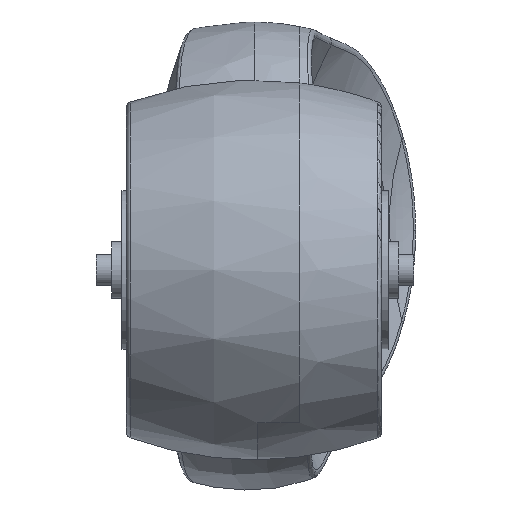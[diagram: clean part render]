
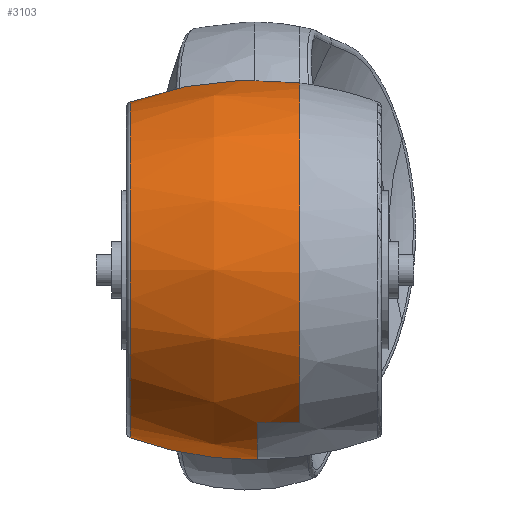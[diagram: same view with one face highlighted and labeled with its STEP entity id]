
A CAD part, left-side view. The second image highlights one B-rep face of the part: STEP entity #3103.
In plain terms, the highlighted free-form (B-spline) face has degree [2, 2] with [3, 5] control points.
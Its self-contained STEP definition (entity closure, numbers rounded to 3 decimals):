
#103=ELLIPSE('',#3207,29.573,23.182);
#212=(
BOUNDED_SURFACE()
B_SPLINE_SURFACE(2,2,((#26104,#26105,#26106,#26107,#26108),(#26109,#26110,
#26111,#26112,#26113),(#26114,#26115,#26116,#26117,#26118)),
 .UNSPECIFIED.,.F.,.F.,.F.)
B_SPLINE_SURFACE_WITH_KNOTS((3,3),(3,2,3),(-0.127,0.35),
(-1.571,0.,1.571),.UNSPECIFIED.)
GEOMETRIC_REPRESENTATION_ITEM()
RATIONAL_B_SPLINE_SURFACE(((1.,0.707,1.,0.707,1.),
(0.972,0.687,0.972,0.687,
0.972),(1.,0.707,1.,0.707,1.)))
REPRESENTATION_ITEM('')
SURFACE()
);
#461=FACE_OUTER_BOUND('',#710,.T.);
#710=EDGE_LOOP('',(#2875,#2876,#2877,#2878,#2879,#2880,#2881,#2882,#2883));
#902=CIRCLE('',#3131,63.75);
#931=CIRCLE('',#3204,32.983);
#932=CIRCLE('',#3205,32.983);
#933=CIRCLE('',#3206,32.983);
#934=CIRCLE('',#3208,33.497);
#984=CIRCLE('',#3318,29.641);
#990=CIRCLE('',#3325,63.75);
#1026=CIRCLE('',#3402,63.75);
#1283=VERTEX_POINT('',#10072);
#1284=VERTEX_POINT('',#10073);
#1391=VERTEX_POINT('',#15391);
#1392=VERTEX_POINT('',#15393);
#1393=VERTEX_POINT('',#15395);
#1394=VERTEX_POINT('',#15397);
#1395=VERTEX_POINT('',#15399);
#1473=VERTEX_POINT('',#19238);
#1474=VERTEX_POINT('',#19293);
#1619=EDGE_CURVE('',#1283,#1284,#902,.T.);
#1760=EDGE_CURVE('',#1283,#1391,#931,.F.);
#1761=EDGE_CURVE('',#1391,#1392,#932,.F.);
#1762=EDGE_CURVE('',#1392,#1393,#933,.T.);
#1763=EDGE_CURVE('',#1394,#1393,#103,.F.);
#1764=EDGE_CURVE('',#1394,#1395,#934,.T.);
#1894=EDGE_CURVE('',#1474,#1473,#984,.T.);
#1908=EDGE_CURVE('',#1284,#1474,#990,.T.);
#1986=EDGE_CURVE('',#1473,#1395,#1026,.T.);
#2875=ORIENTED_EDGE('',*,*,#1762,.F.);
#2876=ORIENTED_EDGE('',*,*,#1761,.F.);
#2877=ORIENTED_EDGE('',*,*,#1760,.F.);
#2878=ORIENTED_EDGE('',*,*,#1619,.T.);
#2879=ORIENTED_EDGE('',*,*,#1908,.T.);
#2880=ORIENTED_EDGE('',*,*,#1894,.T.);
#2881=ORIENTED_EDGE('',*,*,#1986,.T.);
#2882=ORIENTED_EDGE('',*,*,#1764,.F.);
#2883=ORIENTED_EDGE('',*,*,#1763,.T.);
#3103=ADVANCED_FACE('',(#461),#212,.F.);
#3131=AXIS2_PLACEMENT_3D('',#10074,#3463,#3464);
#3204=AXIS2_PLACEMENT_3D('',#15392,#3646,#3647);
#3205=AXIS2_PLACEMENT_3D('',#15394,#3648,#3649);
#3206=AXIS2_PLACEMENT_3D('',#15396,#3650,#3651);
#3207=AXIS2_PLACEMENT_3D('',#15398,#3652,#3653);
#3208=AXIS2_PLACEMENT_3D('',#15400,#3654,#3655);
#3318=AXIS2_PLACEMENT_3D('',#19294,#3899,#3900);
#3325=AXIS2_PLACEMENT_3D('',#23061,#3913,#3914);
#3402=AXIS2_PLACEMENT_3D('',#26103,#4079,#4080);
#3463=DIRECTION('center_axis',(-1.,0.,0.));
#3464=DIRECTION('ref_axis',(0.,0.343,0.939));
#3646=DIRECTION('center_axis',(0.,1.,0.));
#3647=DIRECTION('ref_axis',(-1.,0.,0.));
#3648=DIRECTION('center_axis',(0.,1.,0.));
#3649=DIRECTION('ref_axis',(-1.,0.,0.));
#3650=DIRECTION('center_axis',(0.,-1.,0.));
#3651=DIRECTION('ref_axis',(-0.574,0.,-0.819));
#3652=DIRECTION('center_axis',(0.,0.,-1.));
#3653=DIRECTION('ref_axis',(-0.005,1.,0.));
#3654=DIRECTION('center_axis',(0.,-1.,0.));
#3655=DIRECTION('ref_axis',(0.,0.,
-1.));
#3899=DIRECTION('center_axis',(0.,-1.,0.));
#3900=DIRECTION('ref_axis',(0.,0.,
-1.));
#3913=DIRECTION('center_axis',(-1.,0.,0.));
#3914=DIRECTION('ref_axis',(0.,0.343,0.939));
#4079=DIRECTION('center_axis',(-1.,0.,0.));
#4080=DIRECTION('ref_axis',(0.,-0.009,-1.));
#10072=CARTESIAN_POINT('',(0.,-7.9,32.983));
#10073=CARTESIAN_POINT('',(0.,-7.74,33.004));
#10074=CARTESIAN_POINT('Origin',(0.,0.2,
-30.25));
#15391=CARTESIAN_POINT('',(-8.042,-7.9,31.988));
#15392=CARTESIAN_POINT('Origin',(0.,-7.9,
0.));
#15393=CARTESIAN_POINT('',(-32.98,-7.9,-0.5));
#15394=CARTESIAN_POINT('Origin',(0.,-7.9,
0.));
#15395=CARTESIAN_POINT('',(-18.945,-7.9,-27.));
#15396=CARTESIAN_POINT('Origin',(0.,-7.9,
0.));
#15397=CARTESIAN_POINT('',(-19.826,-0.405,-27.));
#15398=CARTESIAN_POINT('Origin',(3.352,0.134,-27.));
#15399=CARTESIAN_POINT('',(0.,-0.405,-33.497));
#15400=CARTESIAN_POINT('Origin',(0.,-0.405,
0.));
#19238=CARTESIAN_POINT('',(0.,22.043,-29.641));
#19293=CARTESIAN_POINT('',(0.,22.043,29.641));
#19294=CARTESIAN_POINT('Origin',(0.,22.043,
0.));
#23061=CARTESIAN_POINT('Origin',(0.,0.2,
-30.25));
#26103=CARTESIAN_POINT('Origin',(0.,0.2,
30.25));
#26104=CARTESIAN_POINT('Ctrl Pts',(0.,-7.9,
-32.983));
#26105=CARTESIAN_POINT('Ctrl Pts',(-32.983,-7.9,
-32.983));
#26106=CARTESIAN_POINT('Ctrl Pts',(-32.983,-7.9,
0.));
#26107=CARTESIAN_POINT('Ctrl Pts',(-32.983,-7.9,32.983));
#26108=CARTESIAN_POINT('Ctrl Pts',(0.,-7.9,
32.983));
#26109=CARTESIAN_POINT('Ctrl Pts',(0.,7.478,
-34.953));
#26110=CARTESIAN_POINT('Ctrl Pts',(-34.953,7.478,-34.953));
#26111=CARTESIAN_POINT('Ctrl Pts',(-34.953,7.478,0.));
#26112=CARTESIAN_POINT('Ctrl Pts',(-34.953,7.478,34.953));
#26113=CARTESIAN_POINT('Ctrl Pts',(0.,7.478,
34.953));
#26114=CARTESIAN_POINT('Ctrl Pts',(0.,22.043,
-29.641));
#26115=CARTESIAN_POINT('Ctrl Pts',(-29.641,22.043,-29.641));
#26116=CARTESIAN_POINT('Ctrl Pts',(-29.641,22.043,0.));
#26117=CARTESIAN_POINT('Ctrl Pts',(-29.641,22.043,29.641));
#26118=CARTESIAN_POINT('Ctrl Pts',(0.,22.043,
29.641));
